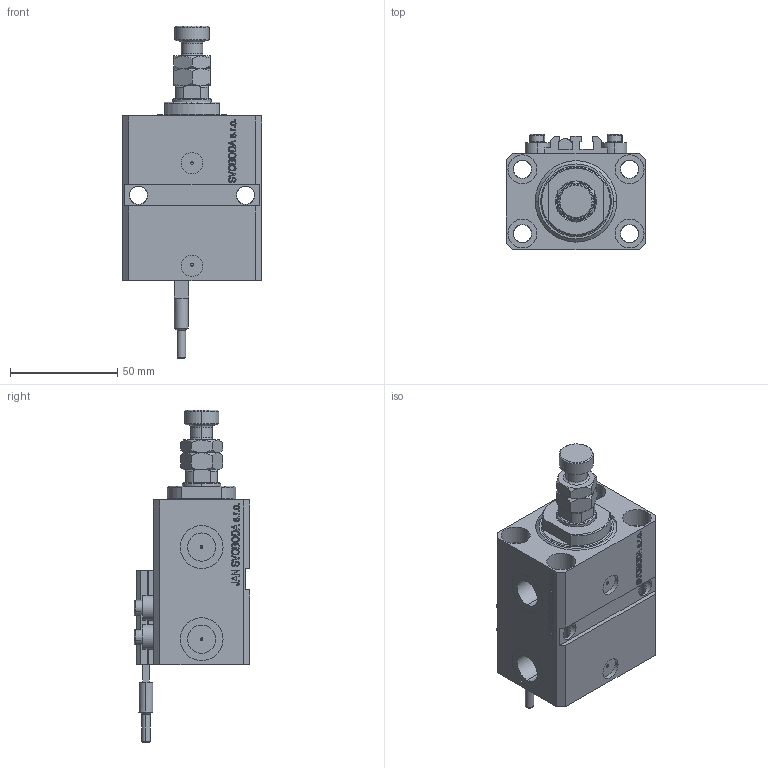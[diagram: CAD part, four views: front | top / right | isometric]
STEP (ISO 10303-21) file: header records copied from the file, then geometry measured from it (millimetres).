
FILE_DESCRIPTION (( 'STEP AP203' ), '1' );
FILE_NAME ('b321.STEP', '2023-10-07T15:19:23', ( '' ), ( '' ), 'SwSTEP 2.0', 'SolidWorks 2019', '' );
FILE_SCHEMA (( 'CONFIG_CONTROL_DESIGN' ));
Length unit declared in the file: millimetre
Products named in the file (7): ALLEN BOLT V250CE a8ef8bf2fab68301670f7cd02c2ebc34; V250CE_C_VCP a8ef8bf2fab68301670f7cd02c2ebc34; MFA a8ef8bf2fab68301670f7cd02c2ebc34; SWITCH_V250CE a8ef8bf2fab68301670f7cd02c2ebc34; V250CE_VC_E a8ef8bf2fab68301670f7cd02c2ebc34; V250CE_E_Body a8ef8bf2fab68301670f7cd02c2ebc34; b321
Assembly tree (9 placements, depth 2):
  b321
    V250CE_E_Body a8ef8bf2fab68301670f7cd02c2ebc34
    ALLEN BOLT V250CE a8ef8bf2fab68301670f7cd02c2ebc34  x4
    V250CE_C_VCP a8ef8bf2fab68301670f7cd02c2ebc34
    V250CE_VC_E a8ef8bf2fab68301670f7cd02c2ebc34
    MFA a8ef8bf2fab68301670f7cd02c2ebc34
    SWITCH_V250CE a8ef8bf2fab68301670f7cd02c2ebc34
Bounding box: 65 x 54 x 155 mm (x, y, z)
Volume: 206987.2 mm3; surface area: 62625.1 mm2
Topology: 10 solids, 10 shells, 1145 faces, 2829 edges, 1820 vertices
Faces by surface type: plane 543, bspline 360, cylinder 136, cone 86, torus 20
Entity records: 49609 total; most frequent: CARTESIAN_POINT 25670, ORIENTED_EDGE 5348, DIRECTION 3586, EDGE_CURVE 2674, VERTEX_POINT 1736, VECTOR 1570, LINE 1570, EDGE_LOOP 1206
